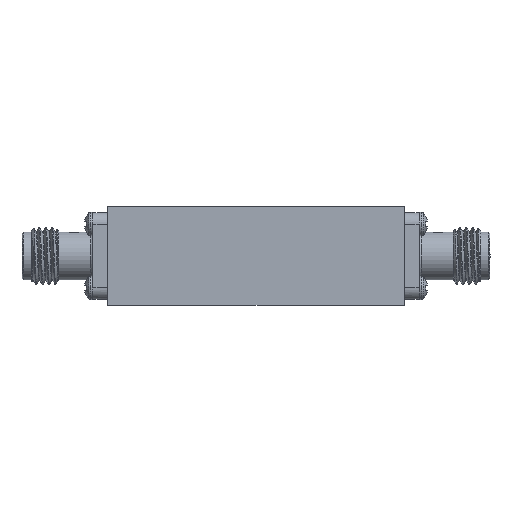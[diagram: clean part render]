
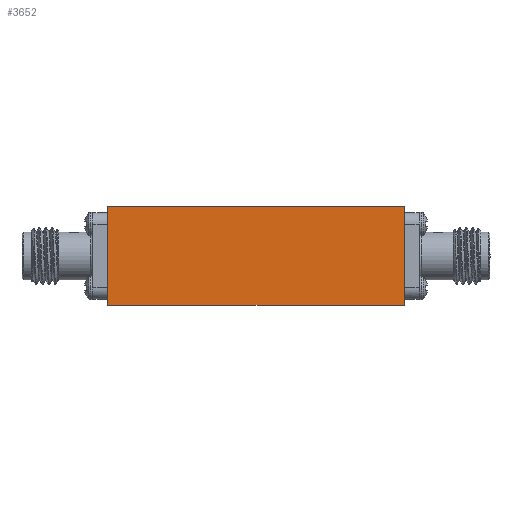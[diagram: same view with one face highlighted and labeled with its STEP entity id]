
A CAD part, front view. The second image highlights one B-rep face of the part: STEP entity #3652.
In plain terms, the highlighted planar face has unit normal (0, -1, 0).
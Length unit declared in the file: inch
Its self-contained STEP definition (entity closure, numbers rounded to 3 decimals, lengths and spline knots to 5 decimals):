
#481 = VECTOR ( 'NONE', #12147, 39.37008 ) ;
#760 = FACE_OUTER_BOUND ( 'NONE', #6407, .T. ) ;
#2591 = EDGE_CURVE ( 'NONE', #25581, #5294, #30520, .T. ) ;
#3652 = ADVANCED_FACE ( 'NONE', ( #760 ), #19257, .F. ) ;
#4527 = VECTOR ( 'NONE', #28951, 39.37008 ) ;
#4649 = DIRECTION ( 'NONE',  ( 1., 0., 0. ) ) ;
#5294 = VERTEX_POINT ( 'NONE', #24690 ) ;
#6407 = EDGE_LOOP ( 'NONE', ( #15383, #14344, #24470, #13723 ) ) ;
#7218 = EDGE_CURVE ( 'NONE', #25581, #20508, #17540, .T. ) ;
#8885 = EDGE_CURVE ( 'NONE', #5294, #29751, #21148, .T. ) ;
#9734 = DIRECTION ( 'NONE',  ( 0., 0., 1. ) ) ;
#10743 = CARTESIAN_POINT ( 'NONE',  ( 0.64961, -0.29528, -0.21654 ) ) ;
#12147 = DIRECTION ( 'NONE',  ( 0., 0., -1. ) ) ;
#13723 = ORIENTED_EDGE ( 'NONE', *, *, #2591, .T. ) ;
#14344 = ORIENTED_EDGE ( 'NONE', *, *, #14430, .F. ) ;
#14430 = EDGE_CURVE ( 'NONE', #20508, #29751, #24915, .T. ) ;
#14515 = VECTOR ( 'NONE', #4649, 39.37008 ) ;
#15383 = ORIENTED_EDGE ( 'NONE', *, *, #8885, .T. ) ;
#16261 = CARTESIAN_POINT ( 'NONE',  ( -0.64961, -0.29528, 0.21654 ) ) ;
#16484 = CARTESIAN_POINT ( 'NONE',  ( -0.64961, -0.29528, 0.21654 ) ) ;
#17044 = CARTESIAN_POINT ( 'NONE',  ( 0.64961, -0.29528, 0.21654 ) ) ;
#17540 = LINE ( 'NONE', #16261, #30143 ) ;
#18838 = AXIS2_PLACEMENT_3D ( 'NONE', #24008, #26065, #9734 ) ;
#19257 = PLANE ( 'NONE',  #18838 ) ;
#20508 = VERTEX_POINT ( 'NONE', #30439 ) ;
#21148 = LINE ( 'NONE', #23607, #14515 ) ;
#23273 = CARTESIAN_POINT ( 'NONE',  ( -0.64961, -0.29528, 0.21654 ) ) ;
#23607 = CARTESIAN_POINT ( 'NONE',  ( -0.64961, -0.29528, -0.21654 ) ) ;
#24008 = CARTESIAN_POINT ( 'NONE',  ( -0.64961, -0.29528, 0.21654 ) ) ;
#24470 = ORIENTED_EDGE ( 'NONE', *, *, #7218, .F. ) ;
#24690 = CARTESIAN_POINT ( 'NONE',  ( -0.64961, -0.29528, -0.21654 ) ) ;
#24915 = LINE ( 'NONE', #17044, #4527 ) ;
#25581 = VERTEX_POINT ( 'NONE', #16484 ) ;
#25882 = DIRECTION ( 'NONE',  ( 1., 0., 0. ) ) ;
#26065 = DIRECTION ( 'NONE',  ( 0., 1., 0. ) ) ;
#28951 = DIRECTION ( 'NONE',  ( 0., 0., -1. ) ) ;
#29751 = VERTEX_POINT ( 'NONE', #10743 ) ;
#30143 = VECTOR ( 'NONE', #25882, 39.37008 ) ;
#30439 = CARTESIAN_POINT ( 'NONE',  ( 0.64961, -0.29528, 0.21654 ) ) ;
#30520 = LINE ( 'NONE', #23273, #481 ) ;
